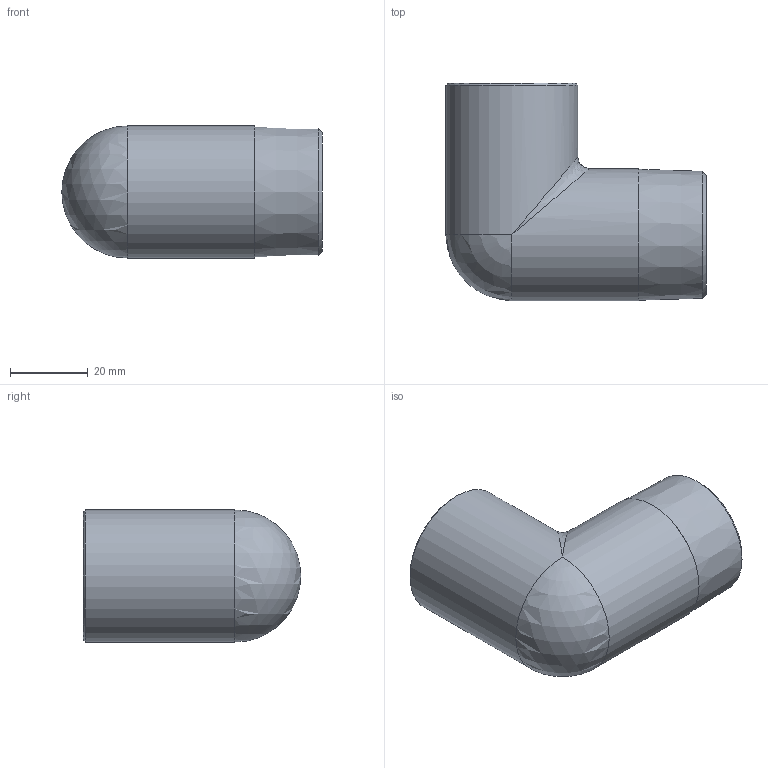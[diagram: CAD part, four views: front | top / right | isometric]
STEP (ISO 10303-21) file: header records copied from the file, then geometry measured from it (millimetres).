
FILE_DESCRIPTION(/* description */ (''),/* implementation_level */ '2;1');
FILE_NAME(/* name */ '3D_R92-RI-DN25-DN20_172552260.stp',/* time_stamp */ '2021-07-22T09:46:50+02:00',/* author */ ('cad'),/* organization */ (''),/* preprocessor_version */ 'ST-DEVELOPER v18.1',/* originating_system */ 'Autodesk Inventor 2022',/* authorisation */ '');
FILE_SCHEMA (('AUTOMOTIVE_DESIGN { 1 0 10303 214 3 1 1 }'));
Length unit declared in the file: millimetre
Products named in the file (1): 3D_R92-RI-DN25-DN20_172552260
Bounding box: 67 x 56 x 34 mm (x, y, z)
Volume: 31572.3 mm3; surface area: 16939.4 mm2
Topology: 1 solids, 1 shells, 19 faces, 48 edges, 25 vertices
Faces by surface type: cone 6, cylinder 5, plane 4, bspline 2, sphere 2
Full cylindrical faces by diameter (mm): 24.117 x1, 26.6 x2, 34 x2
Entity records: 670 total; most frequent: CARTESIAN_POINT 193, DIRECTION 105, ORIENTED_EDGE 80, AXIS2_PLACEMENT_3D 47, EDGE_CURVE 40, VERTEX_POINT 25, EDGE_LOOP 23, CIRCLE 23
